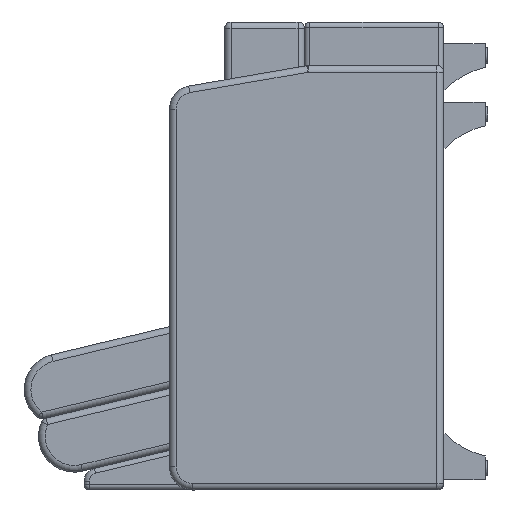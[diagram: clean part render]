
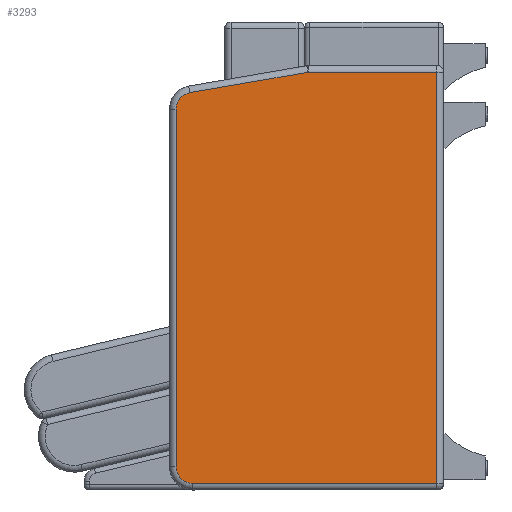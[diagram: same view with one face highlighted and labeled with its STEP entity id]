
A CAD part, left-side view. The second image highlights one B-rep face of the part: STEP entity #3293.
In plain terms, the highlighted face is planar.
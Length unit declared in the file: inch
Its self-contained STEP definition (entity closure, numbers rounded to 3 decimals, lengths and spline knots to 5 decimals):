
#175=PLANE('',#3909);
#441=LINE('',#6211,#658);
#442=LINE('',#6219,#659);
#443=LINE('',#6227,#660);
#444=LINE('',#6242,#661);
#446=LINE('',#6247,#663);
#658=VECTOR('',#5011,0.3937);
#659=VECTOR('',#5022,0.3937);
#660=VECTOR('',#5033,0.3937);
#661=VECTOR('',#5040,0.3937);
#663=VECTOR('',#5046,0.3937);
#990=FACE_OUTER_BOUND('',#1224,.T.);
#1224=EDGE_LOOP('',(#3024,#3025,#3026,#3027,#3028,#3029,#3030,#3031));
#1458=CIRCLE('',#3897,1.25);
#1461=CIRCLE('',#3902,1.25);
#1464=CIRCLE('',#3906,0.25);
#1705=VERTEX_POINT('',#6201);
#1708=VERTEX_POINT('',#6208);
#1709=VERTEX_POINT('',#6213);
#1710=VERTEX_POINT('',#6217);
#1711=VERTEX_POINT('',#6221);
#1712=VERTEX_POINT('',#6225);
#1713=VERTEX_POINT('',#6237);
#1714=VERTEX_POINT('',#6241);
#2144=EDGE_CURVE('',#1705,#1708,#441,.T.);
#2146=EDGE_CURVE('',#1708,#1709,#1458,.T.);
#2148=EDGE_CURVE('',#1709,#1710,#442,.T.);
#2150=EDGE_CURVE('',#1710,#1711,#1461,.T.);
#2152=EDGE_CURVE('',#1711,#1712,#443,.T.);
#2154=EDGE_CURVE('',#1712,#1713,#1464,.T.);
#2155=EDGE_CURVE('',#1713,#1714,#444,.T.);
#2158=EDGE_CURVE('',#1714,#1705,#446,.T.);
#3024=ORIENTED_EDGE('',*,*,#2154,.F.);
#3025=ORIENTED_EDGE('',*,*,#2152,.F.);
#3026=ORIENTED_EDGE('',*,*,#2150,.F.);
#3027=ORIENTED_EDGE('',*,*,#2148,.F.);
#3028=ORIENTED_EDGE('',*,*,#2146,.F.);
#3029=ORIENTED_EDGE('',*,*,#2144,.F.);
#3030=ORIENTED_EDGE('',*,*,#2158,.F.);
#3031=ORIENTED_EDGE('',*,*,#2155,.F.);
#3293=ADVANCED_FACE('',(#990),#175,.T.);
#3897=AXIS2_PLACEMENT_3D('',#6215,#5016,#5017);
#3902=AXIS2_PLACEMENT_3D('',#6223,#5027,#5028);
#3906=AXIS2_PLACEMENT_3D('',#6239,#5036,#5037);
#3909=AXIS2_PLACEMENT_3D('',#6246,#5044,#5045);
#5011=DIRECTION('',(0.,1.,0.));
#5016=DIRECTION('center_axis',(-1.,0.,0.));
#5017=DIRECTION('ref_axis',(0.,0.707,0.707));
#5022=DIRECTION('',(0.,0.,-1.));
#5027=DIRECTION('center_axis',(-1.,0.,0.));
#5028=DIRECTION('ref_axis',(0.,0.765,-0.644));
#5033=DIRECTION('',(0.,-0.985,-0.17));
#5036=DIRECTION('center_axis',(-1.,0.,0.));
#5037=DIRECTION('ref_axis',(0.,0.996,-0.084));
#5040=DIRECTION('',(0.,-1.,0.));
#5044=DIRECTION('center_axis',(1.,0.,0.));
#5045=DIRECTION('ref_axis',(0.,0.,-1.));
#5046=DIRECTION('',(0.,0.,1.));
#6201=CARTESIAN_POINT('',(1.5,-9.44369,13.97163));
#6208=CARTESIAN_POINT('',(1.5,8.80631,13.97163));
#6211=CARTESIAN_POINT('',(1.5,4.11427,13.97163));
#6213=CARTESIAN_POINT('',(1.5,10.05631,12.72163));
#6215=CARTESIAN_POINT('Origin',(1.5,8.80631,12.72163));
#6217=CARTESIAN_POINT('',(1.5,10.05631,-14.01027));
#6219=CARTESIAN_POINT('',(1.5,10.05631,-7.59598));
#6221=CARTESIAN_POINT('',(1.5,9.01913,-15.24202));
#6223=CARTESIAN_POINT('Origin',(1.5,8.80631,-14.01027));
#6225=CARTESIAN_POINT('',(1.5,0.181,-16.76903));
#6227=CARTESIAN_POINT('',(1.5,1.24514,-16.58518));
#6237=CARTESIAN_POINT('',(1.5,0.13844,-16.77268));
#6239=CARTESIAN_POINT('Origin',(1.5,0.13844,-16.52268));
#6241=CARTESIAN_POINT('',(1.5,-9.44369,-16.77268));
#6242=CARTESIAN_POINT('',(1.5,-5.13573,-16.77268));
#6246=CARTESIAN_POINT('Origin',(1.5,-0.32777,-1.1385));
#6247=CARTESIAN_POINT('',(1.5,-9.44369,6.54156));
